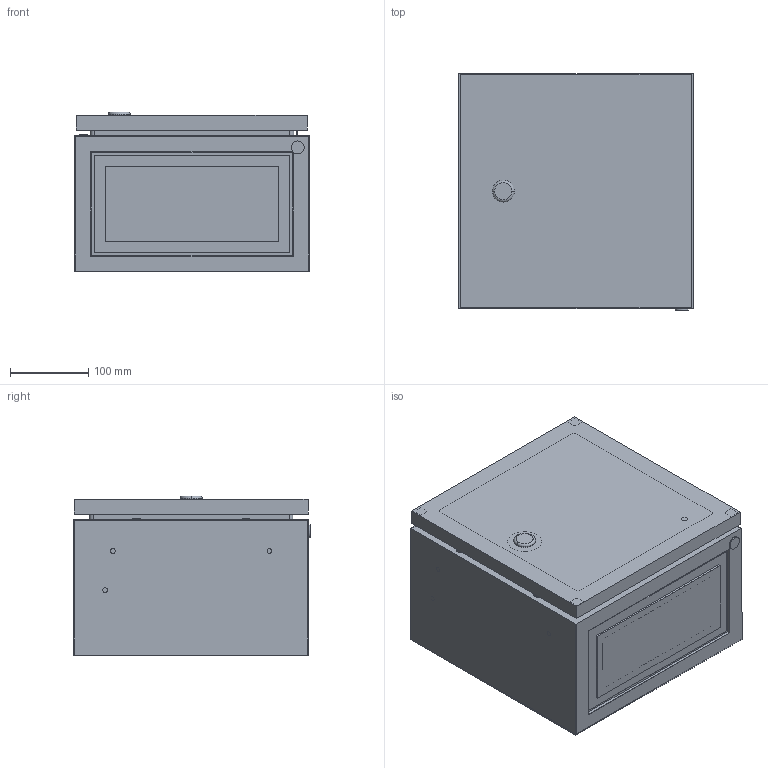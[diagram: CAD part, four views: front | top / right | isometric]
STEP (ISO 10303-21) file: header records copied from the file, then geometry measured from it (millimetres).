
FILE_DESCRIPTION (( 'STEP AP214' ), '1' );
FILE_NAME ('TI5-10-N-030-030-020-66.STEP', '2023-05-10T11:03:51', ( '' ), ( '' ), 'SwSTEP 2.0', 'SolidWorks 2022', '' );
FILE_SCHEMA (( 'AUTOMOTIVE_DESIGN' ));
Length unit declared in the file: millimetre
Products named in the file (5): TI5-10-N-030-030-020-66; Дверь_300х300; Крышка_250х125; Панель_300х300; Оболочка_300х300х200
Assembly tree (4 placements, depth 2):
  TI5-10-N-030-030-020-66
    Оболочка_300х300х200
    Дверь_300х300
    Крышка_250х125
    Панель_300х300
Bounding box: 300 x 302 x 204.1 mm (x, y, z)
Volume: 879036.7 mm3; surface area: 1131968.4 mm2
Topology: 4 solids, 4 shells, 309 faces, 740 edges, 475 vertices
Faces by surface type: plane 197, cylinder 94, torus 10, cone 8
Entity records: 9170 total; most frequent: DIRECTION 1590, CARTESIAN_POINT 1531, ORIENTED_EDGE 1480, EDGE_CURVE 740, AXIS2_PLACEMENT_3D 534, LINE 522, VECTOR 522, VERTEX_POINT 475
